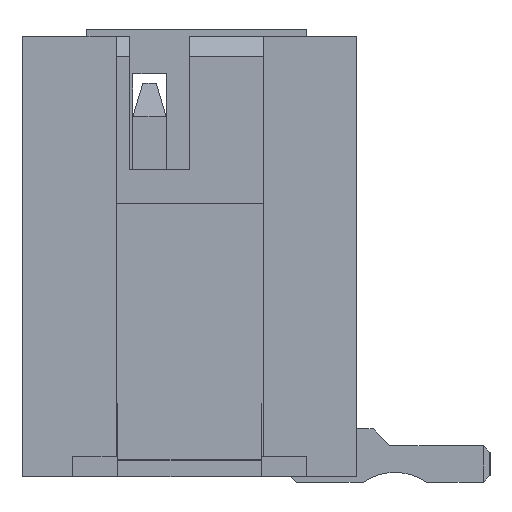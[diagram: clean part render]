
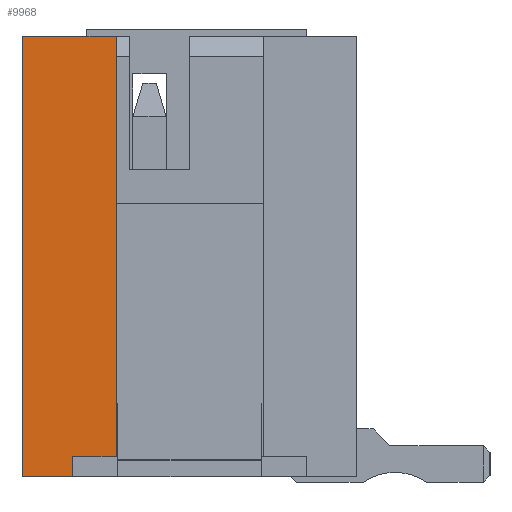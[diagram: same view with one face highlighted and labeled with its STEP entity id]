
A CAD part, left-side view. The second image highlights one B-rep face of the part: STEP entity #9968.
In plain terms, the highlighted face is planar.
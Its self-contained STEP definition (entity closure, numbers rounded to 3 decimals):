
#673=ORIENTED_EDGE('',*,*,#2646,.F.);
#674=ORIENTED_EDGE('',*,*,#2606,.F.);
#675=ORIENTED_EDGE('',*,*,#2596,.F.);
#676=ORIENTED_EDGE('',*,*,#2647,.T.);
#677=ORIENTED_EDGE('',*,*,#2648,.F.);
#678=ORIENTED_EDGE('',*,*,#2649,.F.);
#2596=EDGE_CURVE('',#3575,#3576,#4345,.T.);
#2606=EDGE_CURVE('',#3576,#3582,#4355,.T.);
#2646=EDGE_CURVE('',#3582,#3607,#4395,.T.);
#2647=EDGE_CURVE('',#3575,#3608,#4396,.T.);
#2648=EDGE_CURVE('',#3609,#3608,#4397,.T.);
#2649=EDGE_CURVE('',#3607,#3609,#4398,.T.);
#3575=VERTEX_POINT('',#13314);
#3576=VERTEX_POINT('',#13316);
#3582=VERTEX_POINT('',#13334);
#3607=VERTEX_POINT('',#13412);
#3608=VERTEX_POINT('',#13414);
#3609=VERTEX_POINT('',#13416);
#4345=LINE('',#13315,#5390);
#4355=LINE('',#13335,#5400);
#4395=LINE('',#13411,#5440);
#4396=LINE('',#13413,#5441);
#4397=LINE('',#13415,#5442);
#4398=LINE('',#13417,#5443);
#5390=VECTOR('',#11248,1000.);
#5400=VECTOR('',#11264,1000.);
#5440=VECTOR('',#11328,1000.);
#5441=VECTOR('',#11329,1000.);
#5442=VECTOR('',#11330,1000.);
#5443=VECTOR('',#11331,1000.);
#6159=EDGE_LOOP('',(#673,#674,#675,#676,#677,#678));
#6548=FACE_BOUND('',#6159,.T.);
#6929=PLANE('',#10356);
#9968=ADVANCED_FACE('',(#6548),#6929,.F.);
#10356=AXIS2_PLACEMENT_3D('',#13410,#11326,#11327);
#11248=DIRECTION('',(0.,-1.,0.));
#11264=DIRECTION('',(0.,0.,-1.));
#11326=DIRECTION('',(-1.,0.,0.));
#11327=DIRECTION('',(0.,0.,1.));
#11328=DIRECTION('',(0.,-1.,0.));
#11329=DIRECTION('',(0.,0.,1.));
#11330=DIRECTION('',(0.,1.,0.));
#11331=DIRECTION('',(0.,0.,1.));
#13314=CARTESIAN_POINT('',(10.,-1.1,-3.));
#13315=CARTESIAN_POINT('',(10.,0.,-3.));
#13316=CARTESIAN_POINT('',(10.,-1.75,-3.));
#13334=CARTESIAN_POINT('',(10.,-1.75,-3.3));
#13335=CARTESIAN_POINT('',(10.,-1.75,-3.));
#13410=CARTESIAN_POINT('',(10.,0.,0.));
#13411=CARTESIAN_POINT('',(10.,2.5,-3.3));
#13412=CARTESIAN_POINT('',(10.,-2.5,-3.3));
#13413=CARTESIAN_POINT('',(10.,-1.1,-2.2));
#13414=CARTESIAN_POINT('',(10.,-1.1,3.3));
#13415=CARTESIAN_POINT('',(10.,-2.5,3.3));
#13416=CARTESIAN_POINT('',(10.,-2.5,3.3));
#13417=CARTESIAN_POINT('',(10.,-2.5,-3.3));
